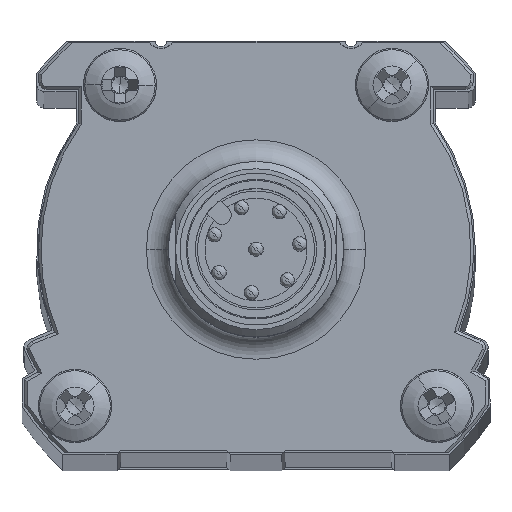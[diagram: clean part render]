
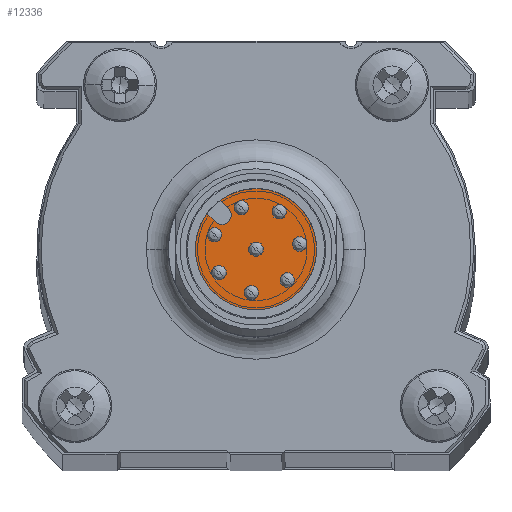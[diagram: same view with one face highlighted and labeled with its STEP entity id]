
A CAD part, top view. The second image highlights one B-rep face of the part: STEP entity #12336.
In plain terms, the highlighted planar face has unit normal (0, 0, 1).
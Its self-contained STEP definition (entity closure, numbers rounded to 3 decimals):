
#474 = DIRECTION ( 'NONE',  ( -0.707, 0.707, 0. ) ) ;
#540 = CARTESIAN_POINT ( 'NONE',  ( 0., 0., 355.732 ) ) ;
#1269 = AXIS2_PLACEMENT_3D ( 'NONE', #540, #11951, #17658 ) ;
#1388 = CARTESIAN_POINT ( 'NONE',  ( 2.934, -2.934, 355.732 ) ) ;
#1517 = DIRECTION ( 'NONE',  ( 0., 0., 1. ) ) ;
#1981 = EDGE_CURVE ( 'NONE', #13573, #7397, #3856, .T. ) ;
#2143 = AXIS2_PLACEMENT_3D ( 'NONE', #10794, #10525, #2276 ) ;
#2276 = DIRECTION ( 'NONE',  ( 0.707, 0.707, 0. ) ) ;
#2800 = EDGE_LOOP ( 'NONE', ( #16165, #7140, #5647, #7844, #5193 ) ) ;
#2920 = DIRECTION ( 'NONE',  ( -0.707, 0.707, 0. ) ) ;
#3780 = EDGE_CURVE ( 'NONE', #7397, #5608, #4696, .T. ) ;
#3856 = CIRCLE ( 'NONE', #3865, 0.65 ) ;
#3865 = AXIS2_PLACEMENT_3D ( 'NONE', #5742, #1517, #2920 ) ;
#3905 = CARTESIAN_POINT ( 'NONE',  ( -2.793, 1.874, 355.732 ) ) ;
#4362 = DIRECTION ( 'NONE',  ( 0.707, -0.707, 0. ) ) ;
#4696 = LINE ( 'NONE', #17586, #16467 ) ;
#5100 = PLANE ( 'NONE',  #2143 ) ;
#5193 = ORIENTED_EDGE ( 'NONE', *, *, #12923, .T. ) ;
#5513 = CARTESIAN_POINT ( 'NONE',  ( 0., 0., 355.732 ) ) ;
#5568 = CIRCLE ( 'NONE', #7066, 4.15 ) ;
#5608 = VERTEX_POINT ( 'NONE', #17421 ) ;
#5647 = ORIENTED_EDGE ( 'NONE', *, *, #9984, .F. ) ;
#5742 = CARTESIAN_POINT ( 'NONE',  ( -2.333, 2.333, 355.732 ) ) ;
#6158 = EDGE_CURVE ( 'NONE', #9972, #6215, #5568, .T. ) ;
#6215 = VERTEX_POINT ( 'NONE', #1388 ) ;
#6719 = DIRECTION ( 'NONE',  ( 0., 0., 1. ) ) ;
#7066 = AXIS2_PLACEMENT_3D ( 'NONE', #5513, #6719, #16631 ) ;
#7103 = CARTESIAN_POINT ( 'NONE',  ( -1.874, 2.793, 355.732 ) ) ;
#7140 = ORIENTED_EDGE ( 'NONE', *, *, #1981, .F. ) ;
#7243 = CIRCLE ( 'NONE', #1269, 4.15 ) ;
#7246 = LINE ( 'NONE', #3905, #10424 ) ;
#7397 = VERTEX_POINT ( 'NONE', #7103 ) ;
#7844 = ORIENTED_EDGE ( 'NONE', *, *, #6158, .T. ) ;
#9972 = VERTEX_POINT ( 'NONE', #16707 ) ;
#9984 = EDGE_CURVE ( 'NONE', #9972, #13573, #7246, .T. ) ;
#10424 = VECTOR ( 'NONE', #4362, 1000. ) ;
#10525 = DIRECTION ( 'NONE',  ( 0., 0., -1. ) ) ;
#10794 = CARTESIAN_POINT ( 'NONE',  ( 0., 0., 355.732 ) ) ;
#11951 = DIRECTION ( 'NONE',  ( 0., 0., 1. ) ) ;
#12012 = FACE_OUTER_BOUND ( 'NONE', #2800, .T. ) ;
#12336 = ADVANCED_FACE ( 'NONE', ( #12012 ), #5100, .F. ) ;
#12726 = CARTESIAN_POINT ( 'NONE',  ( -2.793, 1.874, 355.732 ) ) ;
#12923 = EDGE_CURVE ( 'NONE', #6215, #5608, #7243, .T. ) ;
#13573 = VERTEX_POINT ( 'NONE', #12726 ) ;
#16165 = ORIENTED_EDGE ( 'NONE', *, *, #3780, .F. ) ;
#16467 = VECTOR ( 'NONE', #474, 1000. ) ;
#16631 = DIRECTION ( 'NONE',  ( 0.707, -0.707, 0. ) ) ;
#16707 = CARTESIAN_POINT ( 'NONE',  ( -3.358, 2.439, 355.732 ) ) ;
#17421 = CARTESIAN_POINT ( 'NONE',  ( -2.439, 3.358, 355.732 ) ) ;
#17586 = CARTESIAN_POINT ( 'NONE',  ( -2.439, 3.358, 355.732 ) ) ;
#17658 = DIRECTION ( 'NONE',  ( 0.707, -0.707, 0. ) ) ;
